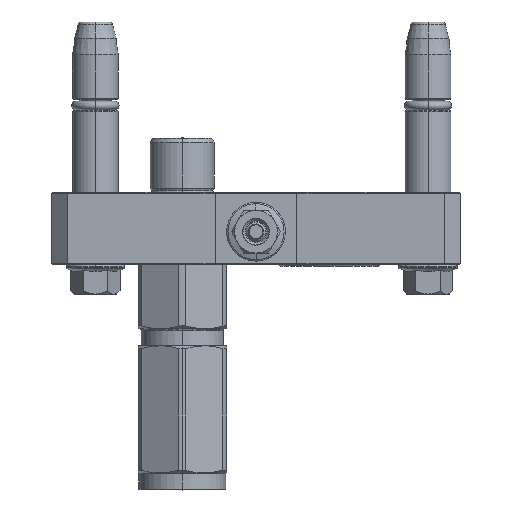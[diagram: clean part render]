
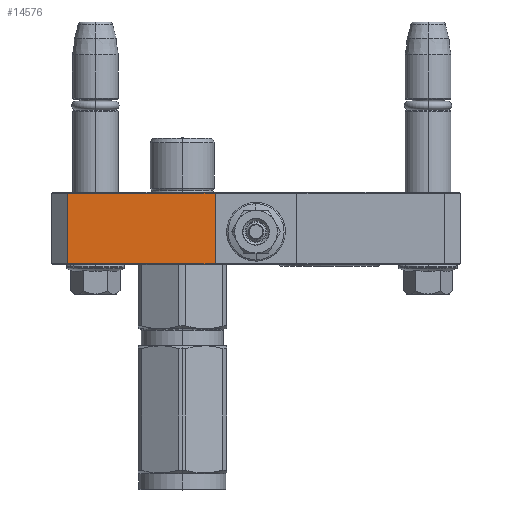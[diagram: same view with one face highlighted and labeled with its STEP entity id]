
A CAD part, front view. The second image highlights one B-rep face of the part: STEP entity #14576.
In plain terms, the highlighted face is planar.
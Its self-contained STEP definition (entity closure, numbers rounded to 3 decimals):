
#925 = DIRECTION ( 'NONE',  ( 0., 0., 1. ) ) ;
#1069 = DIRECTION ( 'NONE',  ( -1., 0., 0. ) ) ;
#1915 = VECTOR ( 'NONE', #16411, 1000. ) ;
#4173 = PLANE ( 'NONE',  #14658 ) ;
#4987 = VECTOR ( 'NONE', #28985, 1000. ) ;
#5524 = LINE ( 'NONE', #42986, #4987 ) ;
#7601 = EDGE_CURVE ( 'NONE', #39240, #18272, #11811, .T. ) ;
#9106 = VERTEX_POINT ( 'NONE', #30474 ) ;
#9714 = CARTESIAN_POINT ( 'NONE',  ( 5., 0.3, -37.5 ) ) ;
#10663 = ORIENTED_EDGE ( 'NONE', *, *, #36820, .F. ) ;
#11130 = EDGE_CURVE ( 'NONE', #9106, #39240, #41125, .T. ) ;
#11519 = CARTESIAN_POINT ( 'NONE',  ( 50., 0.3, -37.5 ) ) ;
#11811 = LINE ( 'NONE', #20253, #1915 ) ;
#14576 = ADVANCED_FACE ( 'NONE', ( #28114 ), #4173, .F. ) ;
#14658 = AXIS2_PLACEMENT_3D ( 'NONE', #22052, #925, #25603 ) ;
#15811 = VECTOR ( 'NONE', #33213, 1000. ) ;
#16411 = DIRECTION ( 'NONE',  ( 1., 0., 0. ) ) ;
#18128 = ORIENTED_EDGE ( 'NONE', *, *, #11130, .F. ) ;
#18272 = VERTEX_POINT ( 'NONE', #11519 ) ;
#19769 = LINE ( 'NONE', #36191, #41842 ) ;
#20253 = CARTESIAN_POINT ( 'NONE',  ( 5., 0.3, -37.5 ) ) ;
#22052 = CARTESIAN_POINT ( 'NONE',  ( -5., 22., -37.5 ) ) ;
#22770 = CARTESIAN_POINT ( 'NONE',  ( 5., 21.7, -37.5 ) ) ;
#23609 = ORIENTED_EDGE ( 'NONE', *, *, #29794, .T. ) ;
#25603 = DIRECTION ( 'NONE',  ( 1., 0., 0. ) ) ;
#25737 = VERTEX_POINT ( 'NONE', #30751 ) ;
#28114 = FACE_OUTER_BOUND ( 'NONE', #38019, .T. ) ;
#28985 = DIRECTION ( 'NONE',  ( 0., -1., 0. ) ) ;
#29794 = EDGE_CURVE ( 'NONE', #25737, #18272, #5524, .T. ) ;
#30474 = CARTESIAN_POINT ( 'NONE',  ( 5., 21.7, -37.5 ) ) ;
#30751 = CARTESIAN_POINT ( 'NONE',  ( 50., 21.7, -37.5 ) ) ;
#33213 = DIRECTION ( 'NONE',  ( 0., -1., 0. ) ) ;
#36191 = CARTESIAN_POINT ( 'NONE',  ( 50., 21.7, -37.5 ) ) ;
#36820 = EDGE_CURVE ( 'NONE', #25737, #9106, #19769, .T. ) ;
#37962 = ORIENTED_EDGE ( 'NONE', *, *, #7601, .F. ) ;
#38019 = EDGE_LOOP ( 'NONE', ( #23609, #37962, #18128, #10663 ) ) ;
#39240 = VERTEX_POINT ( 'NONE', #9714 ) ;
#41125 = LINE ( 'NONE', #22770, #15811 ) ;
#41842 = VECTOR ( 'NONE', #1069, 1000. ) ;
#42986 = CARTESIAN_POINT ( 'NONE',  ( 50., 21.7, -37.5 ) ) ;
